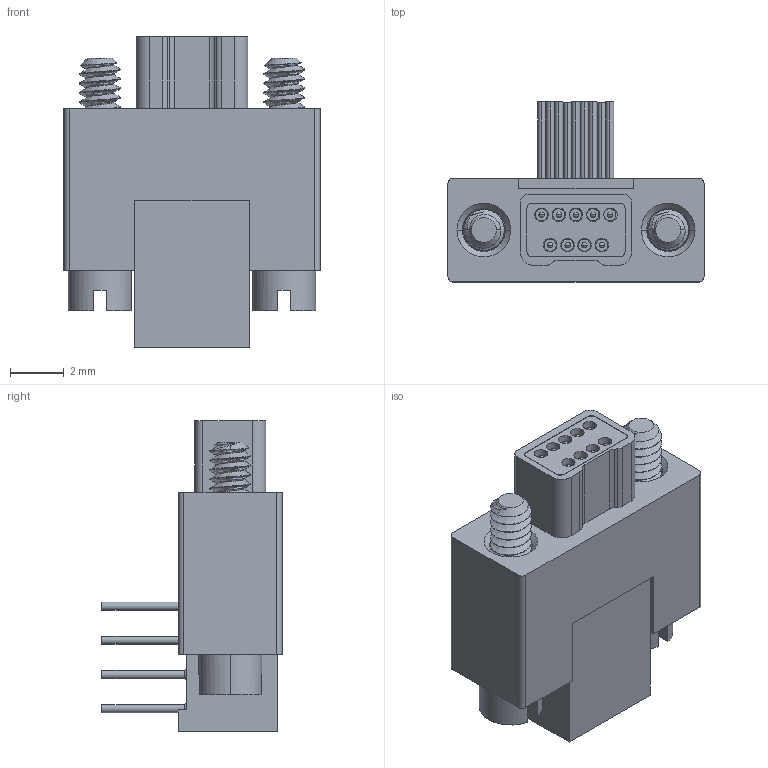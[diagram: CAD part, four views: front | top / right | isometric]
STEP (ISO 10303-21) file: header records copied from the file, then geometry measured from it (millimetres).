
FILE_DESCRIPTION((''),'2;1');
FILE_NAME('J63A-2E2-009-321-JC_ASM','2024-12-12T',('gongcheng6'),(''),'PRO/ENGINEER BY PARAMETRIC TECHNOLOGY CORPORATION, 2010280','PRO/ENGINEER BY PARAMETRIC TECHNOLOGY CORPORATION, 2010280','');
FILE_SCHEMA(('CONFIG_CONTROL_DESIGN'));
Length unit declared in the file: millimetre
Products named in the file (9): __-2; PRT0005; __-3; PRODUCT_8886; __-1; __-4; ASM0011_ASM; _J63A-2E2-009-321-JC; J63A-2E2-009-321-JC_ASM
Assembly tree (14 placements, depth 3):
  J63A-2E2-009-321-JC_ASM
    ASM0011_ASM
      __-2  x2
      PRT0005
      __-3  x2
      PRODUCT_8886  x2
      __-1  x3
      __-4  x2
    _J63A-2E2-009-321-JC
Bounding box: 9.53 x 6.71 x 11.57 mm (x, y, z)
Volume: 284.6 mm3; surface area: 690 mm2
Topology: 3 solids, 21 shells, 417 faces, 1036 edges, 631 vertices
Faces by surface type: cylinder 228, plane 85, cone 64, sphere 18, torus 18, bspline 4
Entity records: 13680 total; most frequent: CARTESIAN_POINT 7650, DIRECTION 1302, ORIENTED_EDGE 1154, EDGE_CURVE 593, AXIS2_PLACEMENT_3D 513, VERTEX_POINT 378, VECTOR 276, LINE 276
